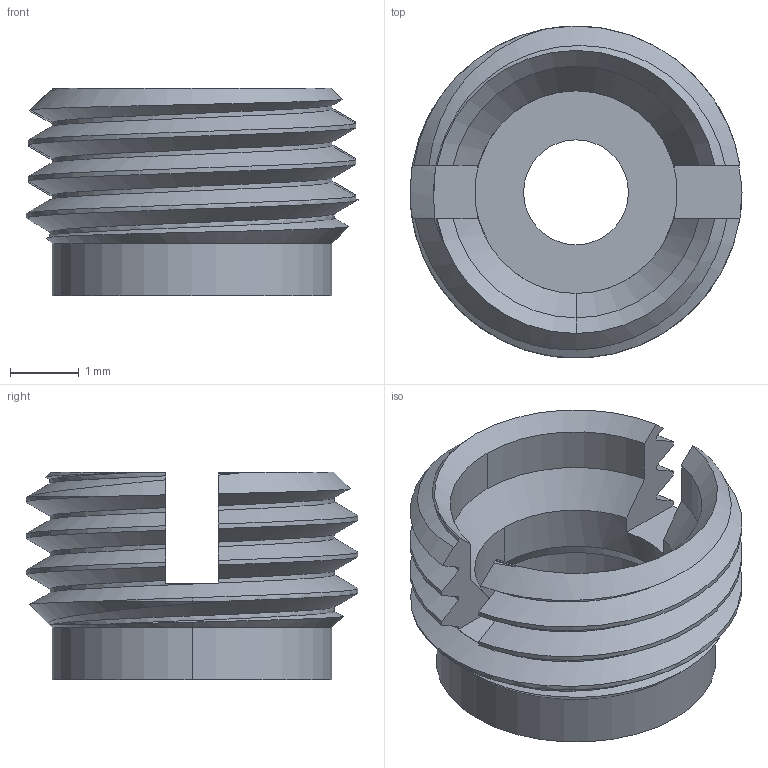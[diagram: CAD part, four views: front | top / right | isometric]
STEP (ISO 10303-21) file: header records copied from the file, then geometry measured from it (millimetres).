
FILE_DESCRIPTION (( 'STEP AP214' ), '1' );
FILE_NAME ('SC5500_3D.step', '2024-12-12T22:31:23', ( '' ), ( '' ), 'SwSTEP 2.0', 'SolidWorks 2022', '' );
FILE_SCHEMA (( 'AUTOMOTIVE_DESIGN' ));
Length unit declared in the file: inch
Products named in the file (1): SC5500_3D
Bounding box: 4.83 x 4.82 x 3.02 mm (x, y, z)
Volume: 19.2 mm3; surface area: 110.4 mm2
Topology: 1 solids, 1 shells, 63 faces, 175 edges, 114 vertices
Faces by surface type: bspline 22, cylinder 19, cone 14, plane 8
Entity records: 5407 total; most frequent: CARTESIAN_POINT 4044, ORIENTED_EDGE 350, DIRECTION 196, EDGE_CURVE 175, VERTEX_POINT 114, AXIS2_PLACEMENT_3D 78, EDGE_LOOP 65, ADVANCED_FACE 63
